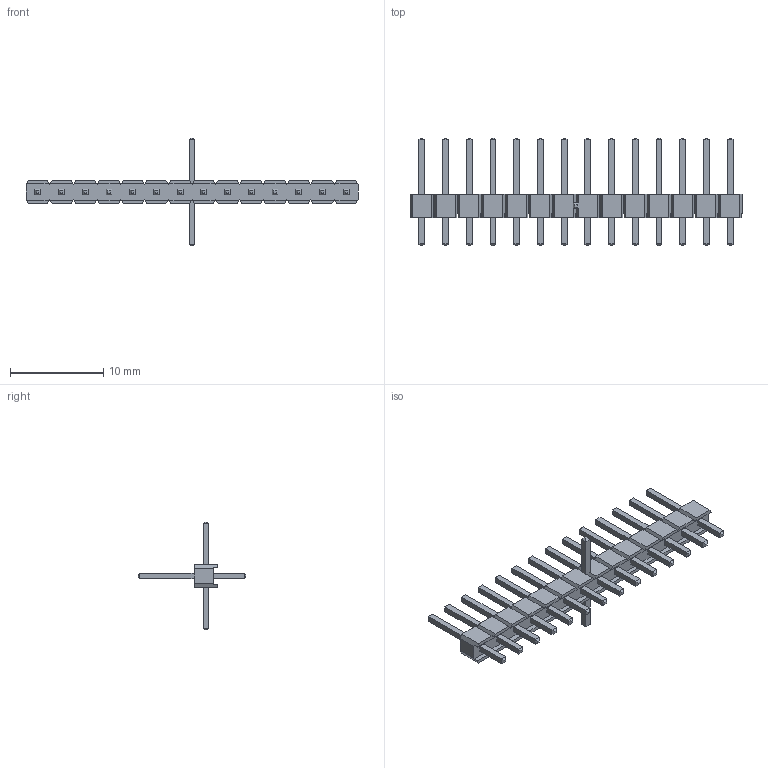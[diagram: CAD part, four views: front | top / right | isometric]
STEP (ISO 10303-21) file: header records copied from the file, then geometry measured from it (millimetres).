
FILE_DESCRIPTION( ( 'Unknown' ), '1' );
FILE_NAME( '61101411121.stp', 'Unknown', ( 'Unknown' ), ( 'Unknown' ), 'PSStep 14.0', 'Unknown', ' ' );
FILE_SCHEMA( ( 'AUTOMOTIVE_DESIGN { 1 0 10303 214 1 1 1 1 }' ) );
Length unit declared in the file: millimetre
Products named in the file (3): Assem1; 6130xx11121_PIN; 61301411121
Bounding box: 35.56 x 11.54 x 11.54 mm (x, y, z)
Volume: 423.6 mm3; surface area: 1436.1 mm2
Topology: 17 solids, 17 shells, 610 faces, 1608 edges, 1032 vertices
Faces by surface type: plane 610
Entity records: 8790 total; most frequent: CARTESIAN_POINT 1264, ORIENTED_EDGE 1244, DIRECTION 1082, EDGE_CURVE 622, LINE 622, VECTOR 622, VERTEX_POINT 412, EDGE_LOOP 242
